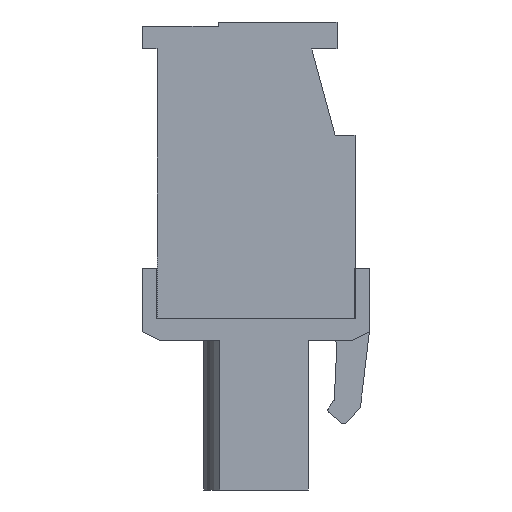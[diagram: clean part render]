
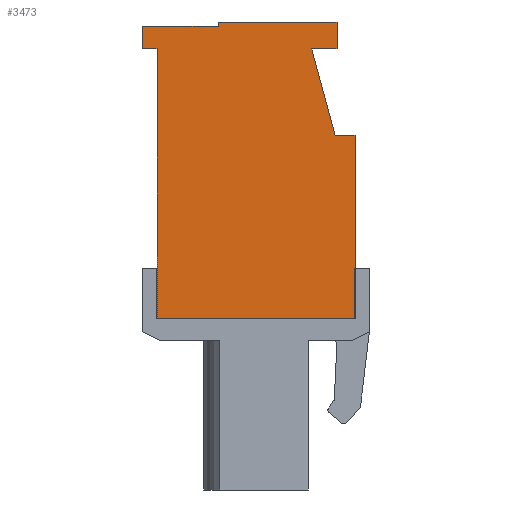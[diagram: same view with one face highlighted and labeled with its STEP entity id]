
A CAD part, left-side view. The second image highlights one B-rep face of the part: STEP entity #3473.
In plain terms, the highlighted planar face has unit normal (-1, 0, 0).
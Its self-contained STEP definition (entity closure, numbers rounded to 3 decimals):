
#3473 = ADVANCED_FACE( '', ( #8423 ), #8424, .T. );
#8423 = FACE_OUTER_BOUND( '', #15235, .T. );
#8424 = PLANE( '', #15236 );
#15235 = EDGE_LOOP( '', ( #24370, #24371, #24372, #24373, #24374, #24375, #24376, #24377, #24378, #24379, #24380, #24381 ) );
#15236 = AXIS2_PLACEMENT_3D( '', #24382, #24383, #24384 );
#24370 = ORIENTED_EDGE( '', *, *, #43728, .T. );
#24371 = ORIENTED_EDGE( '', *, *, #43729, .T. );
#24372 = ORIENTED_EDGE( '', *, *, #43730, .T. );
#24373 = ORIENTED_EDGE( '', *, *, #43731, .T. );
#24374 = ORIENTED_EDGE( '', *, *, #43732, .T. );
#24375 = ORIENTED_EDGE( '', *, *, #42159, .T. );
#24376 = ORIENTED_EDGE( '', *, *, #43733, .T. );
#24377 = ORIENTED_EDGE( '', *, *, #43734, .T. );
#24378 = ORIENTED_EDGE( '', *, *, #43735, .T. );
#24379 = ORIENTED_EDGE( '', *, *, #43736, .T. );
#24380 = ORIENTED_EDGE( '', *, *, #43737, .T. );
#24381 = ORIENTED_EDGE( '', *, *, #43448, .T. );
#24382 = CARTESIAN_POINT( '', ( -50.8, 0., 0. ) );
#24383 = DIRECTION( '', ( -1., 0., 0. ) );
#24384 = DIRECTION( '', ( 0., 0., 1. ) );
#42159 = EDGE_CURVE( '', #50841, #50842, #50843, .T. );
#43448 = EDGE_CURVE( '', #53110, #53111, #53112, .T. );
#43728 = EDGE_CURVE( '', #53111, #53572, #53573, .T. );
#43729 = EDGE_CURVE( '', #53572, #53574, #53575, .T. );
#43730 = EDGE_CURVE( '', #53574, #53576, #53577, .T. );
#43731 = EDGE_CURVE( '', #53576, #53578, #53579, .T. );
#43732 = EDGE_CURVE( '', #53578, #50841, #53580, .T. );
#43733 = EDGE_CURVE( '', #50842, #53581, #53582, .T. );
#43734 = EDGE_CURVE( '', #53581, #53583, #53584, .T. );
#43735 = EDGE_CURVE( '', #53583, #53585, #53586, .T. );
#43736 = EDGE_CURVE( '', #53585, #53587, #53588, .T. );
#43737 = EDGE_CURVE( '', #53587, #53110, #53589, .T. );
#50841 = VERTEX_POINT( '', #63410 );
#50842 = VERTEX_POINT( '', #63411 );
#50843 = LINE( '', #63412, #63413 );
#53110 = VERTEX_POINT( '', #66732 );
#53111 = VERTEX_POINT( '', #66733 );
#53112 = LINE( '', #66734, #66735 );
#53572 = VERTEX_POINT( '', #67402 );
#53573 = LINE( '', #67403, #67404 );
#53574 = VERTEX_POINT( '', #67405 );
#53575 = LINE( '', #67406, #67407 );
#53576 = VERTEX_POINT( '', #67408 );
#53577 = LINE( '', #67409, #67410 );
#53578 = VERTEX_POINT( '', #67411 );
#53579 = LINE( '', #67412, #67413 );
#53580 = LINE( '', #67414, #67415 );
#53581 = VERTEX_POINT( '', #67416 );
#53582 = LINE( '', #67417, #67418 );
#53583 = VERTEX_POINT( '', #67419 );
#53584 = LINE( '', #67420, #67421 );
#53585 = VERTEX_POINT( '', #67422 );
#53586 = LINE( '', #67423, #67424 );
#53587 = VERTEX_POINT( '', #67425 );
#53588 = LINE( '', #67426, #67427 );
#53589 = LINE( '', #67428, #67429 );
#63410 = CARTESIAN_POINT( '', ( -50.8, 6.3, 7.5 ) );
#63411 = CARTESIAN_POINT( '', ( -50.8, 5.5, 7.5 ) );
#63412 = CARTESIAN_POINT( '', ( -50.8, 6.3, 7.5 ) );
#63413 = VECTOR( '', #80086, 1000. );
#66732 = CARTESIAN_POINT( '', ( -50.8, -3.1, 7.5 ) );
#66733 = CARTESIAN_POINT( '', ( -50.8, -4.5, 7.5 ) );
#66734 = CARTESIAN_POINT( '', ( -50.8, -3.1, 7.5 ) );
#66735 = VECTOR( '', #81277, 1000. );
#67402 = CARTESIAN_POINT( '', ( -50.8, -4.5, 9. ) );
#67403 = CARTESIAN_POINT( '', ( -50.8, -4.5, 7.5 ) );
#67404 = VECTOR( '', #81530, 1000. );
#67405 = CARTESIAN_POINT( '', ( -50.8, 2.1, 9. ) );
#67406 = CARTESIAN_POINT( '', ( -50.8, -4.5, 9. ) );
#67407 = VECTOR( '', #81531, 1000. );
#67408 = CARTESIAN_POINT( '', ( -50.8, 2.1, 8.75 ) );
#67409 = CARTESIAN_POINT( '', ( -50.8, 2.1, 9. ) );
#67410 = VECTOR( '', #81532, 1000. );
#67411 = CARTESIAN_POINT( '', ( -50.8, 6.3, 8.75 ) );
#67412 = CARTESIAN_POINT( '', ( -50.8, 2.1, 8.75 ) );
#67413 = VECTOR( '', #81533, 1000. );
#67414 = CARTESIAN_POINT( '', ( -50.8, 6.3, 8.75 ) );
#67415 = VECTOR( '', #81534, 1000. );
#67416 = CARTESIAN_POINT( '', ( -50.8, 5.5, -7.5 ) );
#67417 = CARTESIAN_POINT( '', ( -50.8, 5.5, 7.5 ) );
#67418 = VECTOR( '', #81535, 1000. );
#67419 = CARTESIAN_POINT( '', ( -50.8, -5.5, -7.5 ) );
#67420 = CARTESIAN_POINT( '', ( -50.8, 5.5, -7.5 ) );
#67421 = VECTOR( '', #81536, 1000. );
#67422 = CARTESIAN_POINT( '', ( -50.8, -5.5, 2.7 ) );
#67423 = CARTESIAN_POINT( '', ( -50.8, -5.5, -7.5 ) );
#67424 = VECTOR( '', #81537, 1000. );
#67425 = CARTESIAN_POINT( '', ( -50.8, -4.4, 2.7 ) );
#67426 = CARTESIAN_POINT( '', ( -50.8, -5.5, 2.7 ) );
#67427 = VECTOR( '', #81538, 1000. );
#67428 = CARTESIAN_POINT( '', ( -50.8, -4.4, 2.7 ) );
#67429 = VECTOR( '', #81539, 1000. );
#80086 = DIRECTION( '', ( 0., -1., 0. ) );
#81277 = DIRECTION( '', ( 0., -1., 0. ) );
#81530 = DIRECTION( '', ( 0., 0., 1. ) );
#81531 = DIRECTION( '', ( 0., 1., 0. ) );
#81532 = DIRECTION( '', ( 0., 0., -1. ) );
#81533 = DIRECTION( '', ( 0., 1., 0. ) );
#81534 = DIRECTION( '', ( 0., 0., -1. ) );
#81535 = DIRECTION( '', ( 0., 0., -1. ) );
#81536 = DIRECTION( '', ( 0., -1., 0. ) );
#81537 = DIRECTION( '', ( 0., 0., 1. ) );
#81538 = DIRECTION( '', ( 0., 1., 0. ) );
#81539 = DIRECTION( '', ( 0., 0.261, 0.965 ) );
